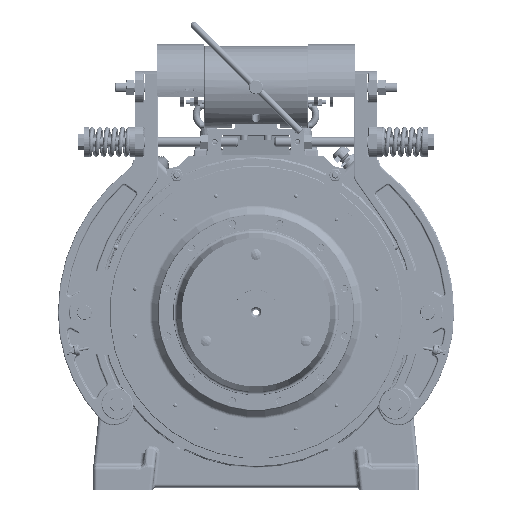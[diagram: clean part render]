
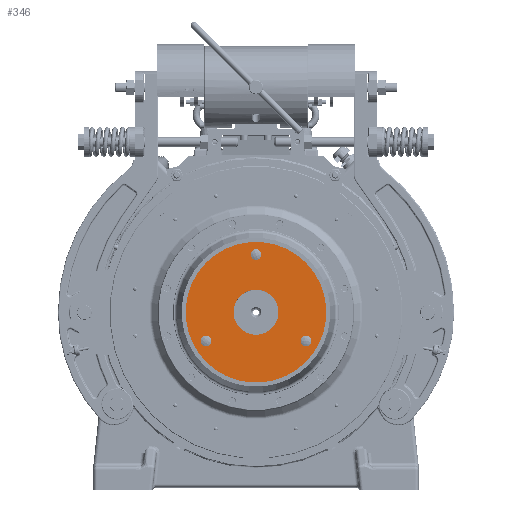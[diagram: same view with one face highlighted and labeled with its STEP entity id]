
A CAD part, top view. The second image highlights one B-rep face of the part: STEP entity #346.
In plain terms, the highlighted planar face has unit normal (0, 0, 1).
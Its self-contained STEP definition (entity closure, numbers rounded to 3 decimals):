
#305 = ORIENTED_EDGE ( 'NONE', *, *, #92088, .F. ) ;
#346 = ADVANCED_FACE ( 'NONE', ( #89552, #80915, #134140, #121864, #35609 ), #79492, .T. ) ;
#636 = EDGE_LOOP ( 'NONE', ( #305, #82797 ) ) ;
#3894 = CARTESIAN_POINT ( 'NONE',  ( -36.705, -9.835, 271.5 ) ) ;
#5473 = CARTESIAN_POINT ( 'NONE',  ( 0., 0., 271.5 ) ) ;
#7831 = VERTEX_POINT ( 'NONE', #29366 ) ;
#8780 = EDGE_CURVE ( 'NONE', #35045, #58165, #120928, .T. ) ;
#10532 = DIRECTION ( 'NONE',  ( 0., 0., 1. ) ) ;
#10783 = AXIS2_PLACEMENT_3D ( 'NONE', #126380, #137891, #70296 ) ;
#11485 = AXIS2_PLACEMENT_3D ( 'NONE', #49905, #93770, #137635 ) ;
#11605 = ORIENTED_EDGE ( 'NONE', *, *, #45158, .F. ) ;
#13435 = CARTESIAN_POINT ( 'NONE',  ( 0., 97.5, 271.5 ) ) ;
#13790 = AXIS2_PLACEMENT_3D ( 'NONE', #18482, #10532, #41505 ) ;
#13806 = EDGE_CURVE ( 'NONE', #16049, #19279, #92611, .T. ) ;
#14091 = ORIENTED_EDGE ( 'NONE', *, *, #72455, .T. ) ;
#14166 = VERTEX_POINT ( 'NONE', #3894 ) ;
#16049 = VERTEX_POINT ( 'NONE', #135209 ) ;
#17327 = EDGE_LOOP ( 'NONE', ( #14091, #48456 ) ) ;
#17630 = EDGE_CURVE ( 'NONE', #88282, #47445, #22028, .T. ) ;
#18482 = CARTESIAN_POINT ( 'NONE',  ( 0., 97.5, 271.5 ) ) ;
#18984 = VERTEX_POINT ( 'NONE', #55712 ) ;
#19279 = VERTEX_POINT ( 'NONE', #39791 ) ;
#19720 = AXIS2_PLACEMENT_3D ( 'NONE', #13435, #68809, #36479 ) ;
#19762 = ORIENTED_EDGE ( 'NONE', *, *, #127632, .T. ) ;
#19905 = DIRECTION ( 'NONE',  ( -0.259, 0.966, 0. ) ) ;
#20209 = AXIS2_PLACEMENT_3D ( 'NONE', #119469, #138265, #129617 ) ;
#20430 = CARTESIAN_POINT ( 'NONE',  ( -84.437, -48.75, 271.5 ) ) ;
#22028 = CIRCLE ( 'NONE', #28932, 7.25 ) ;
#25251 = CIRCLE ( 'NONE', #11485, 38. ) ;
#25617 = DIRECTION ( 'NONE',  ( 0., 0., 1. ) ) ;
#28932 = AXIS2_PLACEMENT_3D ( 'NONE', #39375, #50905, #19905 ) ;
#29100 = AXIS2_PLACEMENT_3D ( 'NONE', #20430, #43456, #55648 ) ;
#29366 = CARTESIAN_POINT ( 'NONE',  ( -7.003, 95.624, 271.5 ) ) ;
#32930 = EDGE_LOOP ( 'NONE', ( #103113, #119231 ) ) ;
#34886 = DIRECTION ( 'NONE',  ( 0., 0., 1. ) ) ;
#35045 = VERTEX_POINT ( 'NONE', #100852 ) ;
#35383 = AXIS2_PLACEMENT_3D ( 'NONE', #67255, #34886, #124778 ) ;
#35609 = FACE_BOUND ( 'NONE', #17327, .T. ) ;
#35811 = CIRCLE ( 'NONE', #19720, 7.25 ) ;
#36479 = DIRECTION ( 'NONE',  ( 0.966, 0.259, 0. ) ) ;
#37439 = DIRECTION ( 'NONE',  ( 0., 0., -1. ) ) ;
#39375 = CARTESIAN_POINT ( 'NONE',  ( 84.437, -48.75, 271.5 ) ) ;
#39791 = CARTESIAN_POINT ( 'NONE',  ( -114.897, -30.787, 271.5 ) ) ;
#41505 = DIRECTION ( 'NONE',  ( 0.966, 0.259, 0. ) ) ;
#43456 = DIRECTION ( 'NONE',  ( 0., 0., 1. ) ) ;
#45158 = EDGE_CURVE ( 'NONE', #18984, #7831, #75869, .T. ) ;
#45788 = DIRECTION ( 'NONE',  ( 0., 0., 1. ) ) ;
#47445 = VERTEX_POINT ( 'NONE', #58963 ) ;
#48456 = ORIENTED_EDGE ( 'NONE', *, *, #93566, .T. ) ;
#49375 = DIRECTION ( 'NONE',  ( 0.966, 0.259, 0. ) ) ;
#49423 = EDGE_CURVE ( 'NONE', #7831, #18984, #35811, .T. ) ;
#49905 = CARTESIAN_POINT ( 'NONE',  ( 0., 0., 271.5 ) ) ;
#50905 = DIRECTION ( 'NONE',  ( 0., 0., 1. ) ) ;
#52139 = VERTEX_POINT ( 'NONE', #88323 ) ;
#53742 = AXIS2_PLACEMENT_3D ( 'NONE', #112637, #45788, #133524 ) ;
#55648 = DIRECTION ( 'NONE',  ( -0.259, 0.966, 0. ) ) ;
#55712 = CARTESIAN_POINT ( 'NONE',  ( 7.003, 99.376, 271.5 ) ) ;
#56042 = EDGE_LOOP ( 'NONE', ( #78379, #19762 ) ) ;
#58165 = VERTEX_POINT ( 'NONE', #84021 ) ;
#58963 = CARTESIAN_POINT ( 'NONE',  ( 82.561, -41.747, 271.5 ) ) ;
#60475 = EDGE_CURVE ( 'NONE', #47445, #88282, #129489, .T. ) ;
#67255 = CARTESIAN_POINT ( 'NONE',  ( -119.775, -32.094, 271.5 ) ) ;
#68438 = CIRCLE ( 'NONE', #20209, 118.95 ) ;
#68809 = DIRECTION ( 'NONE',  ( 0., 0., 1. ) ) ;
#69792 = CARTESIAN_POINT ( 'NONE',  ( 0., 0., 271.5 ) ) ;
#70296 = DIRECTION ( 'NONE',  ( -0.259, 0.966, 0. ) ) ;
#72455 = EDGE_CURVE ( 'NONE', #14166, #52139, #25251, .T. ) ;
#75869 = CIRCLE ( 'NONE', #13790, 7.25 ) ;
#76107 = EDGE_LOOP ( 'NONE', ( #11605, #91317 ) ) ;
#78379 = ORIENTED_EDGE ( 'NONE', *, *, #13806, .T. ) ;
#79492 = PLANE ( 'NONE',  #35383 ) ;
#80915 = FACE_BOUND ( 'NONE', #32930, .T. ) ;
#81326 = DIRECTION ( 'NONE',  ( -0.966, -0.259, 0. ) ) ;
#82797 = ORIENTED_EDGE ( 'NONE', *, *, #8780, .F. ) ;
#84021 = CARTESIAN_POINT ( 'NONE',  ( -86.314, -41.747, 271.5 ) ) ;
#88003 = AXIS2_PLACEMENT_3D ( 'NONE', #5473, #25617, #49375 ) ;
#88282 = VERTEX_POINT ( 'NONE', #140767 ) ;
#88323 = CARTESIAN_POINT ( 'NONE',  ( 36.705, 9.835, 271.5 ) ) ;
#89552 = FACE_OUTER_BOUND ( 'NONE', #56042, .T. ) ;
#91317 = ORIENTED_EDGE ( 'NONE', *, *, #49423, .F. ) ;
#92088 = EDGE_CURVE ( 'NONE', #58165, #35045, #109579, .T. ) ;
#92611 = CIRCLE ( 'NONE', #88003, 118.95 ) ;
#93566 = EDGE_CURVE ( 'NONE', #52139, #14166, #107234, .T. ) ;
#93770 = DIRECTION ( 'NONE',  ( 0., 0., -1. ) ) ;
#100852 = CARTESIAN_POINT ( 'NONE',  ( -82.561, -55.753, 271.5 ) ) ;
#103113 = ORIENTED_EDGE ( 'NONE', *, *, #60475, .F. ) ;
#107234 = CIRCLE ( 'NONE', #125585, 38. ) ;
#109579 = CIRCLE ( 'NONE', #10783, 7.25 ) ;
#112637 = CARTESIAN_POINT ( 'NONE',  ( 84.437, -48.75, 271.5 ) ) ;
#119231 = ORIENTED_EDGE ( 'NONE', *, *, #17630, .F. ) ;
#119469 = CARTESIAN_POINT ( 'NONE',  ( 0., 0., 271.5 ) ) ;
#120928 = CIRCLE ( 'NONE', #29100, 7.25 ) ;
#121864 = FACE_BOUND ( 'NONE', #76107, .T. ) ;
#124778 = DIRECTION ( 'NONE',  ( 0.966, 0.259, 0. ) ) ;
#125585 = AXIS2_PLACEMENT_3D ( 'NONE', #69792, #37439, #81326 ) ;
#126380 = CARTESIAN_POINT ( 'NONE',  ( -84.437, -48.75, 271.5 ) ) ;
#127632 = EDGE_CURVE ( 'NONE', #19279, #16049, #68438, .T. ) ;
#129489 = CIRCLE ( 'NONE', #53742, 7.25 ) ;
#129617 = DIRECTION ( 'NONE',  ( 0.966, 0.259, 0. ) ) ;
#133524 = DIRECTION ( 'NONE',  ( -0.259, 0.966, 0. ) ) ;
#134140 = FACE_BOUND ( 'NONE', #636, .T. ) ;
#135209 = CARTESIAN_POINT ( 'NONE',  ( 114.897, 30.787, 271.5 ) ) ;
#137635 = DIRECTION ( 'NONE',  ( -0.966, -0.259, 0. ) ) ;
#137891 = DIRECTION ( 'NONE',  ( 0., 0., 1. ) ) ;
#138265 = DIRECTION ( 'NONE',  ( 0., 0., 1. ) ) ;
#140767 = CARTESIAN_POINT ( 'NONE',  ( 86.314, -55.753, 271.5 ) ) ;
